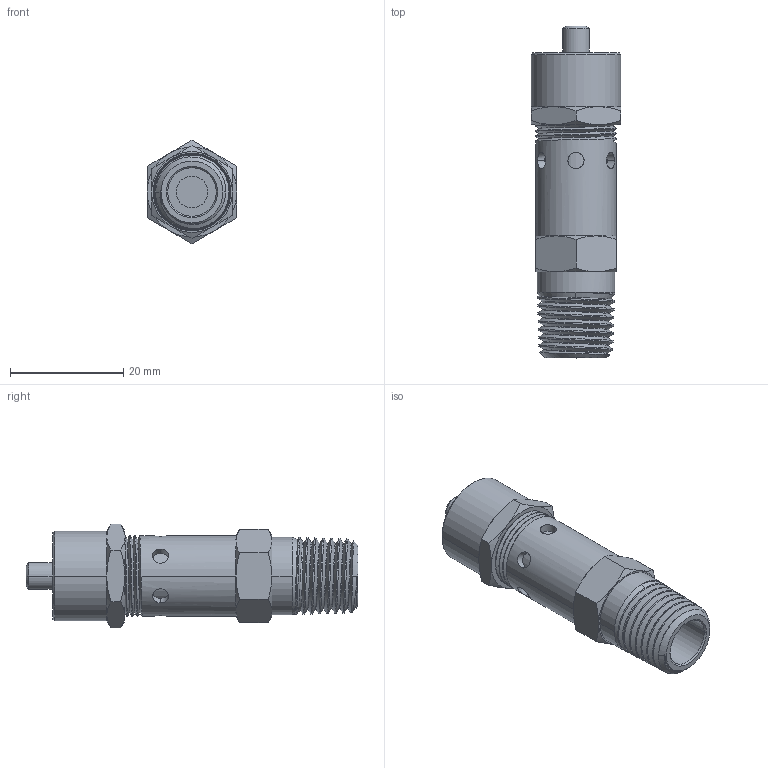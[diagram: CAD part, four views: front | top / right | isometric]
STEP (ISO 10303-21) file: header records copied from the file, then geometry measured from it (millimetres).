
FILE_DESCRIPTION (( 'STEP AP203' ), '1' );
FILE_NAME ('9137K71_Fast-Acting Pressure-Relief Valve.STEP', '2022-09-26T19:27:17', ( 'Administrator' ), ( 'Managed by Terraform' ), 'SwSTEP 2.0', 'SolidWorks 2017', '' );
FILE_SCHEMA (( 'CONFIG_CONTROL_DESIGN' ));
Length unit declared in the file: inch
Products named in the file (1): 9137K71_Fast-Acting Pressure-Relief Valve
Bounding box: 15.88 x 58.74 x 18.33 mm (x, y, z)
Volume: 6682.2 mm3; surface area: 6926.6 mm2
Topology: 7 solids, 7 shells, 133 faces, 313 edges, 196 vertices
Faces by surface type: cone 56, cylinder 40, plane 31, bspline 6
Entity records: 12042 total; most frequent: CARTESIAN_POINT 9138, ORIENTED_EDGE 626, DIRECTION 508, EDGE_CURVE 313, AXIS2_PLACEMENT_3D 210, VERTEX_POINT 196, EDGE_LOOP 155, FACE_OUTER_BOUND 133
